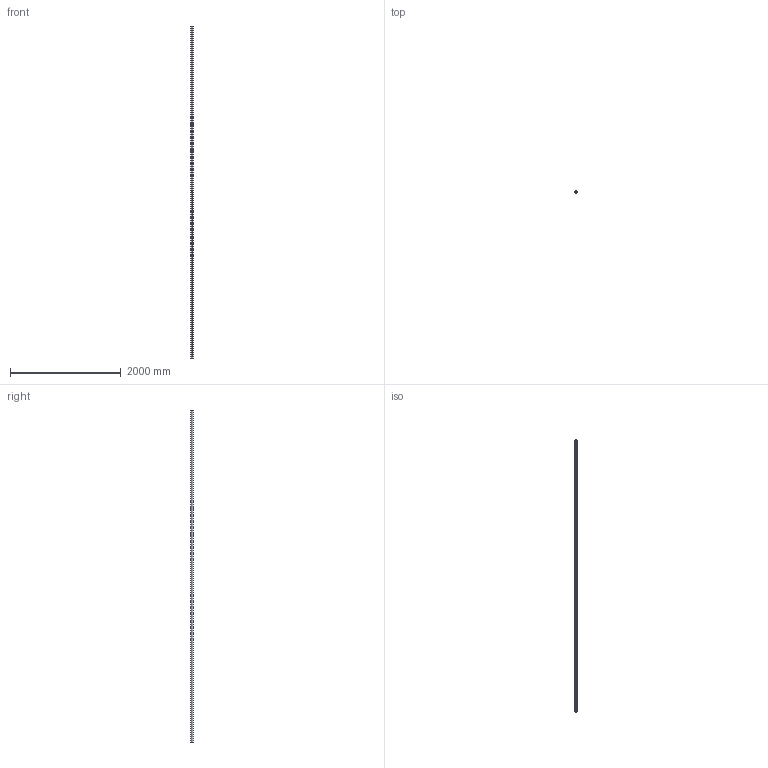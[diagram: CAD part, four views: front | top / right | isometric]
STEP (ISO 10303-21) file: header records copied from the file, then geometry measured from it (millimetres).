
FILE_DESCRIPTION (( 'STEP AP203' ), '1' );
FILE_NAME ('60330-240.STEP', '2024-12-09T14:28:17', ( '' ), ( '' ), 'SwSTEP 2.0', 'SolidWorks 2018', '' );
FILE_SCHEMA (( 'CONFIG_CONTROL_DESIGN' ));
Length unit declared in the file: millimetre
Products named in the file (1): 60330-240
Bounding box: 42.31 x 36.26 x 6000 mm (x, y, z)
Volume: 1538714.2 mm3; surface area: 2052145.4 mm2
Topology: 1 solids, 1 shells, 290 faces, 786 edges, 524 vertices
Faces by surface type: plane 142, bspline 138, cylinder 10
Entity records: 16163 total; most frequent: CARTESIAN_POINT 9699, ORIENTED_EDGE 1572, DIRECTION 836, EDGE_CURVE 786, VERTEX_POINT 524, LINE 490, VECTOR 490, EDGE_LOOP 318
